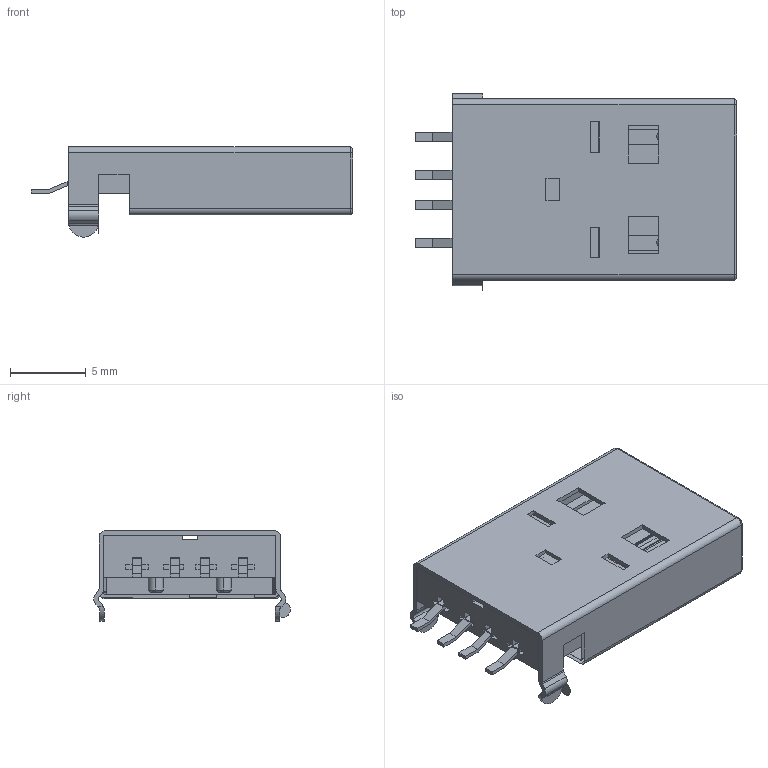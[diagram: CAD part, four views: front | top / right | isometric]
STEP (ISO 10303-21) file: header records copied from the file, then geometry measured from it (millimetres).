
FILE_DESCRIPTION(('FreeCAD Model'),'2;1');
FILE_NAME('Open CASCADE Shape Model','2022-09-05T00:15:15',( 'kicad StepUp'),('ksu MCAD'),'Open CASCADE STEP processor 7.5', 'FreeCAD','Unknown');
FILE_SCHEMA(('AUTOMOTIVE_DESIGN { 1 0 10303 214 1 1 1 1 }'));
Length unit declared in the file: millimetre
Products named in the file (1): USB_A_CNCTech_1001-011-01101
Bounding box: 21.28 x 13 x 5.97 mm (x, y, z)
Volume: 665.3 mm3; surface area: 1825.3 mm2
Topology: 1 solids, 1 shells, 285 faces, 825 edges, 536 vertices
Faces by surface type: plane 207, cylinder 62, bspline 8, cone 8
Entity records: 11486 total; most frequent: CARTESIAN_POINT 1916, ORIENTED_EDGE 1634, DIRECTION 1495, EDGE_CURVE 817, LINE 661, VECTOR 661, VERTEX_POINT 534, AXIS2_PLACEMENT_3D 417
